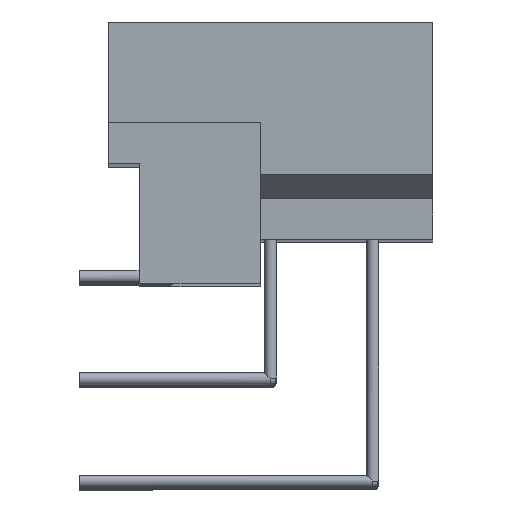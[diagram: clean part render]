
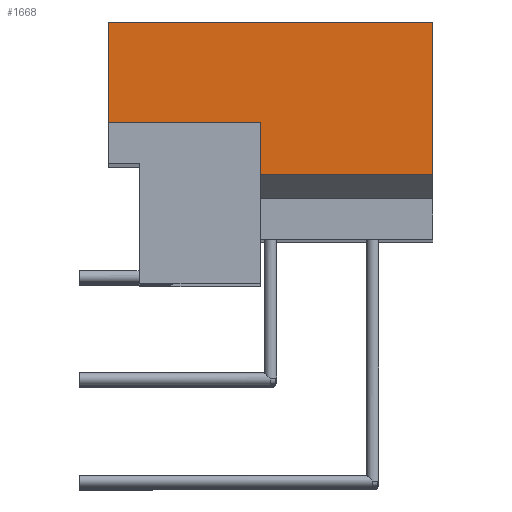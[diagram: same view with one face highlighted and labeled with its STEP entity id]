
A CAD part, top view. The second image highlights one B-rep face of the part: STEP entity #1668.
In plain terms, the highlighted planar face has unit normal (0, 0, 1).
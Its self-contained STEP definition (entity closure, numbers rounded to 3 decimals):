
#399=LINE('',#8601,#515);
#401=LINE('',#8605,#517);
#402=LINE('',#8608,#518);
#403=LINE('',#8610,#519);
#404=LINE('',#8612,#520);
#405=LINE('',#8613,#521);
#515=VECTOR('',#6683,1.);
#517=VECTOR('',#6687,1.);
#518=VECTOR('',#6688,1.);
#519=VECTOR('',#6689,1.);
#520=VECTOR('',#6690,1.);
#521=VECTOR('',#6691,1.);
#692=PLANE('',#5387);
#1668=ADVANCED_FACE('',(#1906),#692,.T.);
#1906=FACE_OUTER_BOUND('',#2432,.T.);
#2432=EDGE_LOOP('',(#3345,#3346,#3347,#3348,#3349,#3350));
#3345=ORIENTED_EDGE('',*,*,#4377,.T.);
#3346=ORIENTED_EDGE('',*,*,#4378,.T.);
#3347=ORIENTED_EDGE('',*,*,#4379,.T.);
#3348=ORIENTED_EDGE('',*,*,#4380,.F.);
#3349=ORIENTED_EDGE('',*,*,#4375,.F.);
#3350=ORIENTED_EDGE('',*,*,#4381,.F.);
#3892=VERTEX_POINT('',#8600);
#3893=VERTEX_POINT('',#8602);
#3894=VERTEX_POINT('',#8606);
#3895=VERTEX_POINT('',#8607);
#3896=VERTEX_POINT('',#8609);
#3897=VERTEX_POINT('',#8611);
#4375=EDGE_CURVE('',#3892,#3893,#399,.T.);
#4377=EDGE_CURVE('',#3894,#3895,#401,.T.);
#4378=EDGE_CURVE('',#3895,#3896,#402,.T.);
#4379=EDGE_CURVE('',#3896,#3897,#403,.T.);
#4380=EDGE_CURVE('',#3893,#3897,#404,.T.);
#4381=EDGE_CURVE('',#3894,#3892,#405,.T.);
#5387=AXIS2_PLACEMENT_3D('',#8614,#6692,#6693);
#6683=DIRECTION('',(1.,0.,0.));
#6687=DIRECTION('',(1.,0.,0.));
#6688=DIRECTION('',(0.,-1.,0.));
#6689=DIRECTION('',(1.,0.,0.));
#6690=DIRECTION('',(0.,-1.,0.));
#6691=DIRECTION('',(0.,1.,0.));
#6692=DIRECTION('',(0.,0.,1.));
#6693=DIRECTION('',(1.,0.,0.));
#8600=CARTESIAN_POINT('',(-1.55,10.8,87.5));
#8601=CARTESIAN_POINT('',(-1.55,10.8,87.5));
#8602=CARTESIAN_POINT('',(14.55,10.8,87.5));
#8605=CARTESIAN_POINT('',(-1.55,5.8,87.5));
#8606=CARTESIAN_POINT('',(-1.55,5.8,87.5));
#8607=CARTESIAN_POINT('',(6.,5.8,87.5));
#8608=CARTESIAN_POINT('',(6.,5.8,87.5));
#8609=CARTESIAN_POINT('',(6.,3.24,87.5));
#8610=CARTESIAN_POINT('',(6.,3.24,87.5));
#8611=CARTESIAN_POINT('',(14.55,3.24,87.5));
#8612=CARTESIAN_POINT('',(14.55,10.8,87.5));
#8613=CARTESIAN_POINT('',(-1.55,5.8,87.5));
#8614=CARTESIAN_POINT('',(-2.355,2.862,87.5));
